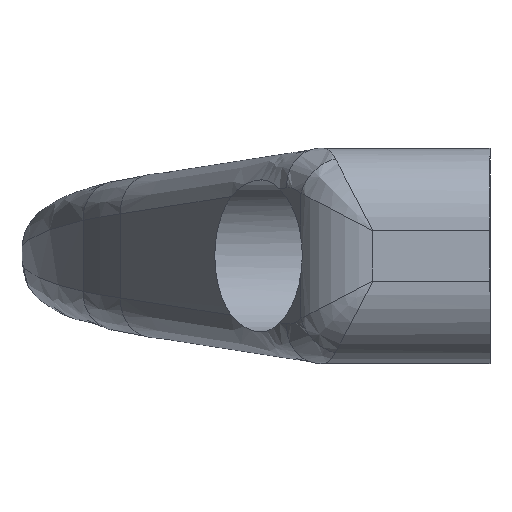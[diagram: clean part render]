
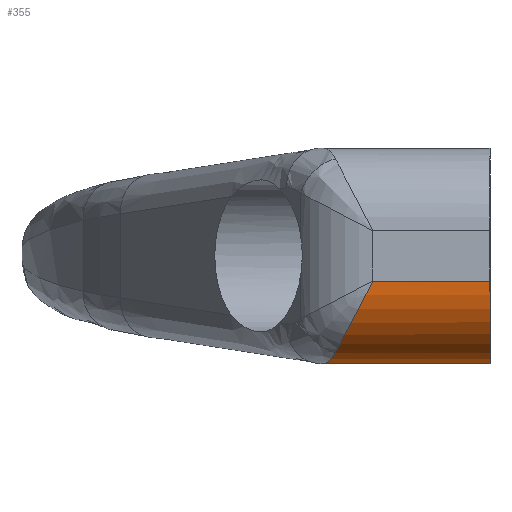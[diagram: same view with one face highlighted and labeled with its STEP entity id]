
A CAD part, left-side view. The second image highlights one B-rep face of the part: STEP entity #355.
In plain terms, the highlighted cylindrical face has radius 5 mm (diameter 10 mm), a partial arc.
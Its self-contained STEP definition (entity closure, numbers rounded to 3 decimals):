
#97 = EDGE_CURVE ( 'NONE', #2563, #1864, #1032, .T. ) ;
#110 = CARTESIAN_POINT ( 'NONE',  ( -2., 15.084, -6.527 ) ) ;
#143 = CARTESIAN_POINT ( 'NONE',  ( -4.475, 14.35, -5.871 ) ) ;
#179 = CARTESIAN_POINT ( 'NONE',  ( -6.075, 13.876, -4.96 ) ) ;
#307 = CARTESIAN_POINT ( 'NONE',  ( -4.475, 14.35, -5.871 ) ) ;
#317 = CARTESIAN_POINT ( 'NONE',  ( -2.858, 14.83, -6.471 ) ) ;
#344 = CARTESIAN_POINT ( 'NONE',  ( -2.433, 14.956, -6.527 ) ) ;
#355 = ADVANCED_FACE ( 'NONE', ( #2190 ), #946, .T. ) ;
#362 = DIRECTION ( 'NONE',  ( 0., 0., -1. ) ) ;
#549 = CARTESIAN_POINT ( 'NONE',  ( -4.475, 14.35, -5.871 ) ) ;
#687 = CARTESIAN_POINT ( 'NONE',  ( -2., 5., -1.527 ) ) ;
#731 = CARTESIAN_POINT ( 'NONE',  ( -4.095, 14.463, -6.088 ) ) ;
#732 = VECTOR ( 'NONE', #1662, 1000. ) ;
#753 = CARTESIAN_POINT ( 'NONE',  ( -2., 5., -6.527 ) ) ;
#792 = EDGE_CURVE ( 'NONE', #1864, #1012, #1256, .T. ) ;
#863 = DIRECTION ( 'NONE',  ( 0., -1., 0. ) ) ;
#930 = DIRECTION ( 'NONE',  ( 0., -1., 0. ) ) ;
#946 = CYLINDRICAL_SURFACE ( 'NONE', #1269, 5. ) ;
#960 = CARTESIAN_POINT ( 'NONE',  ( -7., 13.048, -3.368 ) ) ;
#1012 = VERTEX_POINT ( 'NONE', #753 ) ;
#1032 = LINE ( 'NONE', #2067, #1841 ) ;
#1078 = ORIENTED_EDGE ( 'NONE', *, *, #792, .F. ) ;
#1182 = CARTESIAN_POINT ( 'NONE',  ( -7., 12.091, -1.527 ) ) ;
#1256 = CIRCLE ( 'NONE', #1347, 5. ) ;
#1269 = AXIS2_PLACEMENT_3D ( 'NONE', #2573, #2414, #362 ) ;
#1297 = EDGE_CURVE ( 'NONE', #2563, #1369, #2316, .T. ) ;
#1306 = CARTESIAN_POINT ( 'NONE',  ( -2., 15.084, -6.527 ) ) ;
#1326 = DIRECTION ( 'NONE',  ( 0., 0., -1. ) ) ;
#1347 = AXIS2_PLACEMENT_3D ( 'NONE', #687, #930, #1326 ) ;
#1369 = VERTEX_POINT ( 'NONE', #143 ) ;
#1402 = ORIENTED_EDGE ( 'NONE', *, *, #2460, .T. ) ;
#1428 = ORIENTED_EDGE ( 'NONE', *, *, #2049, .T. ) ;
#1554 = B_SPLINE_CURVE_WITH_KNOTS ( 'NONE', 3,
 ( #307, #731, #1727, #317, #344, #110 ),
 .UNSPECIFIED., .F., .F.,
 ( 4, 2, 4 ),
 ( 0., 0.001, 0.003 ),
 .UNSPECIFIED. ) ;
#1662 = DIRECTION ( 'NONE',  ( 0., -1., 0. ) ) ;
#1727 = CARTESIAN_POINT ( 'NONE',  ( -3.688, 14.583, -6.253 ) ) ;
#1799 = CARTESIAN_POINT ( 'NONE',  ( -7., 12.091, -1.527 ) ) ;
#1841 = VECTOR ( 'NONE', #863, 1000. ) ;
#1844 = LINE ( 'NONE', #1858, #732 ) ;
#1858 = CARTESIAN_POINT ( 'NONE',  ( -2., 33.36, -6.527 ) ) ;
#1864 = VERTEX_POINT ( 'NONE', #2280 ) ;
#1950 = ORIENTED_EDGE ( 'NONE', *, *, #97, .F. ) ;
#2049 = EDGE_CURVE ( 'NONE', #1369, #2508, #1554, .T. ) ;
#2067 = CARTESIAN_POINT ( 'NONE',  ( -7., 5., -1.527 ) ) ;
#2190 = FACE_OUTER_BOUND ( 'NONE', #2575, .T. ) ;
#2280 = CARTESIAN_POINT ( 'NONE',  ( -7., 5., -1.527 ) ) ;
#2316 =( BOUNDED_CURVE ( )  B_SPLINE_CURVE ( 3, ( #1182, #960, #179, #549 ),
 .UNSPECIFIED., .F., .F. ) 
 B_SPLINE_CURVE_WITH_KNOTS ( ( 4, 4 ),
 ( 1.571, 2.624 ),
 .UNSPECIFIED. ) 
 CURVE ( )  GEOMETRIC_REPRESENTATION_ITEM ( )  RATIONAL_B_SPLINE_CURVE ( ( 1., 0.91, 0.91, 1. ) ) 
 REPRESENTATION_ITEM ( '' )  );
#2414 = DIRECTION ( 'NONE',  ( 0., -1., 0. ) ) ;
#2430 = ORIENTED_EDGE ( 'NONE', *, *, #1297, .T. ) ;
#2460 = EDGE_CURVE ( 'NONE', #2508, #1012, #1844, .T. ) ;
#2508 = VERTEX_POINT ( 'NONE', #1306 ) ;
#2563 = VERTEX_POINT ( 'NONE', #1799 ) ;
#2573 = CARTESIAN_POINT ( 'NONE',  ( -2., 33.36, -1.527 ) ) ;
#2575 = EDGE_LOOP ( 'NONE', ( #1428, #1402, #1078, #1950, #2430 ) ) ;
